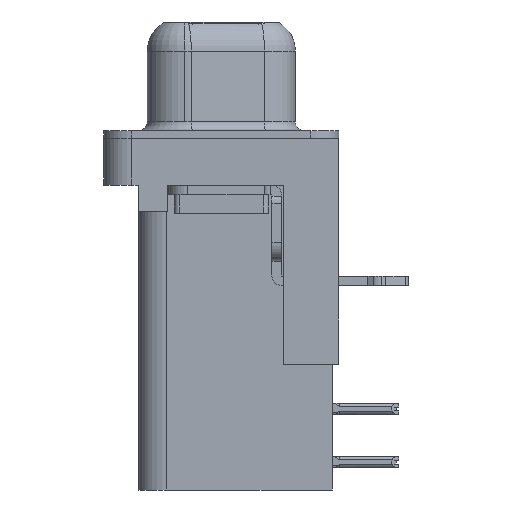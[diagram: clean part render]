
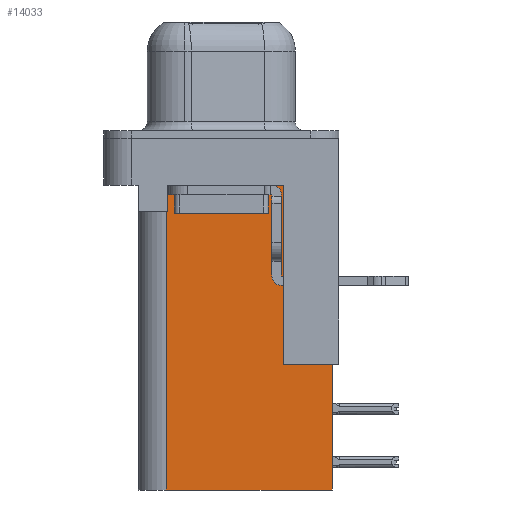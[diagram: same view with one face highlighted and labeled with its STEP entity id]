
A CAD part, left-side view. The second image highlights one B-rep face of the part: STEP entity #14033.
In plain terms, the highlighted planar face has unit normal (-1, 0, 0).
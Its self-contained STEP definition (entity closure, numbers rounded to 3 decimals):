
#68 = DIRECTION ( 'NONE',  ( 0., 0., -1. ) ) ;
#70 = ORIENTED_EDGE ( 'NONE', *, *, #8911, .F. ) ;
#2056 = ORIENTED_EDGE ( 'NONE', *, *, #11161, .T. ) ;
#2737 = LINE ( 'NONE', #9078, #22394 ) ;
#3273 = CARTESIAN_POINT ( 'NONE',  ( 3.79, -3.295, -2.5 ) ) ;
#3733 = ORIENTED_EDGE ( 'NONE', *, *, #23320, .T. ) ;
#3779 = CARTESIAN_POINT ( 'NONE',  ( 3.79, 2.925, -18.76 ) ) ;
#3918 = VERTEX_POINT ( 'NONE', #22048 ) ;
#4612 = VERTEX_POINT ( 'NONE', #19827 ) ;
#4735 = LINE ( 'NONE', #22532, #9210 ) ;
#5476 = VERTEX_POINT ( 'NONE', #5619 ) ;
#5551 = CARTESIAN_POINT ( 'NONE',  ( 3.79, 2.895, -3.9 ) ) ;
#5619 = CARTESIAN_POINT ( 'NONE',  ( 3.79, -5.925, -18.76 ) ) ;
#5654 = CARTESIAN_POINT ( 'NONE',  ( 3.79, -3.295, -18.76 ) ) ;
#6010 = LINE ( 'NONE', #17455, #10462 ) ;
#6305 = VECTOR ( 'NONE', #16301, 1000. ) ;
#6603 = CARTESIAN_POINT ( 'NONE',  ( 3.79, 2.895, -3.9 ) ) ;
#6913 = LINE ( 'NONE', #6603, #6305 ) ;
#7460 = CARTESIAN_POINT ( 'NONE',  ( 3.79, -3.295, -18.76 ) ) ;
#7574 = DIRECTION ( 'NONE',  ( 0., 1., 0. ) ) ;
#7699 = CARTESIAN_POINT ( 'NONE',  ( 3.79, 2.895, -2.5 ) ) ;
#8397 = EDGE_LOOP ( 'NONE', ( #12737, #3733, #2056, #10187, #8597, #70, #17114, #14081 ) ) ;
#8597 = ORIENTED_EDGE ( 'NONE', *, *, #23616, .F. ) ;
#8911 = EDGE_CURVE ( 'NONE', #4612, #5476, #19103, .T. ) ;
#9078 = CARTESIAN_POINT ( 'NONE',  ( 3.79, -6.295, -12.05 ) ) ;
#9210 = VECTOR ( 'NONE', #20631, 1000. ) ;
#9548 = CARTESIAN_POINT ( 'NONE',  ( 3.79, -5.925, -2. ) ) ;
#10187 = ORIENTED_EDGE ( 'NONE', *, *, #15647, .F. ) ;
#10362 = EDGE_CURVE ( 'NONE', #21051, #12617, #4735, .T. ) ;
#10462 = VECTOR ( 'NONE', #23205, 1000. ) ;
#10991 = DIRECTION ( 'NONE',  ( 0., 0., 1. ) ) ;
#11024 = DIRECTION ( 'NONE',  ( 0., 1., 0. ) ) ;
#11161 = EDGE_CURVE ( 'NONE', #17514, #3918, #12466, .T. ) ;
#12466 = LINE ( 'NONE', #18621, #21982 ) ;
#12595 = VERTEX_POINT ( 'NONE', #3779 ) ;
#12617 = VERTEX_POINT ( 'NONE', #7699 ) ;
#12737 = ORIENTED_EDGE ( 'NONE', *, *, #10362, .T. ) ;
#13887 = VECTOR ( 'NONE', #10991, 1000. ) ;
#14033 = ADVANCED_FACE ( 'NONE', ( #15463 ), #24502, .F. ) ;
#14081 = ORIENTED_EDGE ( 'NONE', *, *, #22980, .T. ) ;
#15463 = FACE_OUTER_BOUND ( 'NONE', #8397, .T. ) ;
#15647 = EDGE_CURVE ( 'NONE', #12595, #3918, #18943, .T. ) ;
#16301 = DIRECTION ( 'NONE',  ( 0., 0., -1. ) ) ;
#17114 = ORIENTED_EDGE ( 'NONE', *, *, #18535, .T. ) ;
#17455 = CARTESIAN_POINT ( 'NONE',  ( 3.79, -3.295, -18.76 ) ) ;
#17470 = CARTESIAN_POINT ( 'NONE',  ( 3.79, -3.295, -12.05 ) ) ;
#17514 = VERTEX_POINT ( 'NONE', #5551 ) ;
#17933 = VECTOR ( 'NONE', #68, 1000. ) ;
#18535 = EDGE_CURVE ( 'NONE', #4612, #21322, #2737, .T. ) ;
#18569 = LINE ( 'NONE', #7460, #21793 ) ;
#18621 = CARTESIAN_POINT ( 'NONE',  ( 3.79, 0., -3.9 ) ) ;
#18943 = LINE ( 'NONE', #20490, #13887 ) ;
#18973 = DIRECTION ( 'NONE',  ( 1., 0., 0. ) ) ;
#19103 = LINE ( 'NONE', #9548, #17933 ) ;
#19827 = CARTESIAN_POINT ( 'NONE',  ( 3.79, -5.925, -12.05 ) ) ;
#20490 = CARTESIAN_POINT ( 'NONE',  ( 3.79, 2.925, -18.76 ) ) ;
#20631 = DIRECTION ( 'NONE',  ( 0., 1., 0. ) ) ;
#20788 = DIRECTION ( 'NONE',  ( 0., 0., 1. ) ) ;
#21051 = VERTEX_POINT ( 'NONE', #3273 ) ;
#21322 = VERTEX_POINT ( 'NONE', #17470 ) ;
#21793 = VECTOR ( 'NONE', #20788, 1000. ) ;
#21982 = VECTOR ( 'NONE', #22331, 1000. ) ;
#22048 = CARTESIAN_POINT ( 'NONE',  ( 3.79, 2.925, -3.9 ) ) ;
#22215 = AXIS2_PLACEMENT_3D ( 'NONE', #5654, #18973, #7574 ) ;
#22331 = DIRECTION ( 'NONE',  ( 0., 1., 0. ) ) ;
#22394 = VECTOR ( 'NONE', #11024, 1000. ) ;
#22532 = CARTESIAN_POINT ( 'NONE',  ( 3.79, -3.295, -2.5 ) ) ;
#22980 = EDGE_CURVE ( 'NONE', #21322, #21051, #18569, .T. ) ;
#23205 = DIRECTION ( 'NONE',  ( 0., 1., 0. ) ) ;
#23320 = EDGE_CURVE ( 'NONE', #12617, #17514, #6913, .T. ) ;
#23616 = EDGE_CURVE ( 'NONE', #5476, #12595, #6010, .T. ) ;
#24502 = PLANE ( 'NONE',  #22215 ) ;
